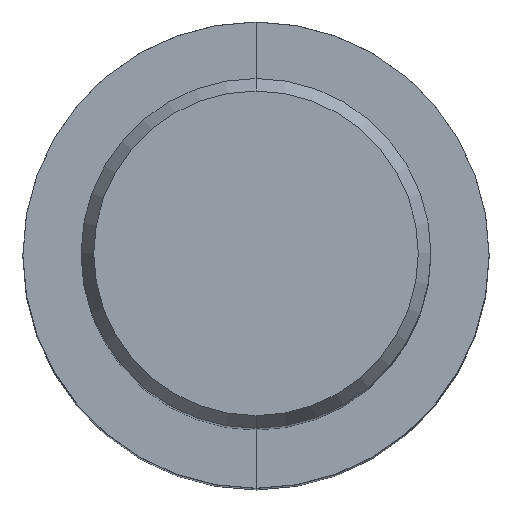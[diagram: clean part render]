
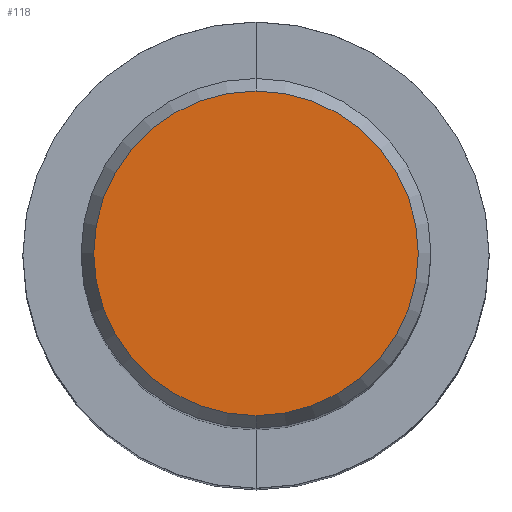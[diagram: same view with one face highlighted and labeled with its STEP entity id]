
A CAD part, top view. The second image highlights one B-rep face of the part: STEP entity #118.
In plain terms, the highlighted planar face has unit normal (0, 0, 1).
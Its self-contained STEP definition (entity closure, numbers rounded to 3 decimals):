
#118=ADVANCED_FACE('',(#296),#297,.T.);
#132=VERTEX_POINT('',#312);
#178=VERTEX_POINT('',#365);
#198=EDGE_CURVE('',#132,#178,#389,.T.);
#248=EDGE_CURVE('',#178,#132,#444,.T.);
#296=FACE_OUTER_BOUND('',#489,.T.);
#297=PLANE('',#490);
#312=CARTESIAN_POINT('',(0.0,8.837,0.01));
#365=CARTESIAN_POINT('',(0.,-8.837,0.01));
#389=CIRCLE('',#607,8.837);
#444=CIRCLE('',#678,8.837);
#489=EDGE_LOOP('',(#723,#724));
#490=AXIS2_PLACEMENT_3D('',#725,#726,#727);
#607=AXIS2_PLACEMENT_3D('',#841,#842,#843);
#678=AXIS2_PLACEMENT_3D('',#901,#902,#903);
#723=ORIENTED_EDGE('',*,*,#198,.F.);
#724=ORIENTED_EDGE('',*,*,#248,.F.);
#725=CARTESIAN_POINT('',(0.0,4.419,0.01));
#726=DIRECTION('',(-0.0,0.0,1.0));
#727=DIRECTION('',(0.0,-1.0,0.0));
#841=CARTESIAN_POINT('',(0.0,0.0,0.01));
#842=DIRECTION('',(0.0,0.0,-1.0));
#843=DIRECTION('',(0.0,1.0,0.0));
#901=CARTESIAN_POINT('',(0.0,0.0,0.01));
#902=DIRECTION('',(0.0,0.0,-1.0));
#903=DIRECTION('',(0.0,1.0,0.0));
